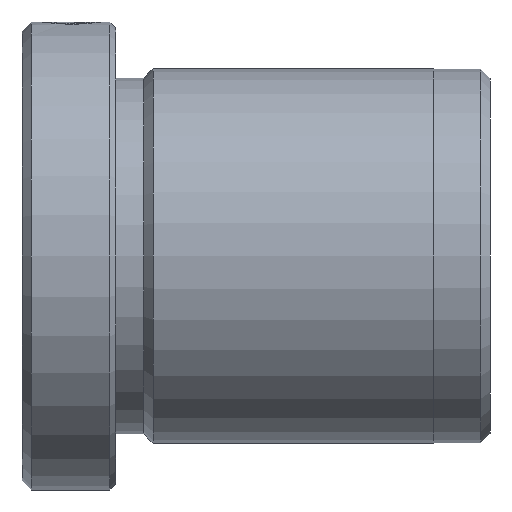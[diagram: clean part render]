
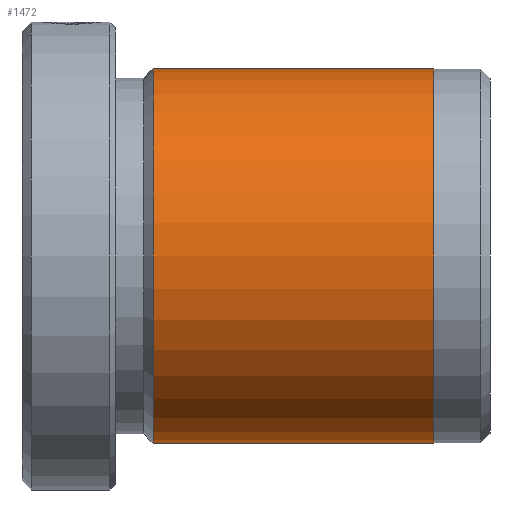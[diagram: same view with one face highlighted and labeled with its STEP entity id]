
A CAD part, left-side view. The second image highlights one B-rep face of the part: STEP entity #1472.
In plain terms, the highlighted cylindrical face has radius 10 mm (diameter 20 mm), a partial arc.
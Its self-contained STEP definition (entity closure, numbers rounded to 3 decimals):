
#80 = ORIENTED_EDGE ( 'NONE', *, *, #1398, .F. ) ;
#109 = VERTEX_POINT ( 'NONE', #850 ) ;
#128 = DIRECTION ( 'NONE',  ( 0., 1., 0. ) ) ;
#256 = CARTESIAN_POINT ( 'NONE',  ( 0., -22., 10. ) ) ;
#263 = CARTESIAN_POINT ( 'NONE',  ( 0., -22., -10. ) ) ;
#281 = DIRECTION ( 'NONE',  ( 0., 1., 0. ) ) ;
#290 = ORIENTED_EDGE ( 'NONE', *, *, #1567, .T. ) ;
#328 = AXIS2_PLACEMENT_3D ( 'NONE', #1231, #440, #1367 ) ;
#428 = LINE ( 'NONE', #692, #828 ) ;
#440 = DIRECTION ( 'NONE',  ( 0., 1., 0. ) ) ;
#537 = CIRCLE ( 'NONE', #1688, 10. ) ;
#570 = DIRECTION ( 'NONE',  ( 0., 0., 1. ) ) ;
#638 = VERTEX_POINT ( 'NONE', #1729 ) ;
#668 = CARTESIAN_POINT ( 'NONE',  ( 0., 0., 10. ) ) ;
#692 = CARTESIAN_POINT ( 'NONE',  ( 0., 0., -10. ) ) ;
#705 = FACE_OUTER_BOUND ( 'NONE', #1128, .T. ) ;
#828 = VECTOR ( 'NONE', #1497, 1000. ) ;
#850 = CARTESIAN_POINT ( 'NONE',  ( 0., -7., 10. ) ) ;
#872 = VECTOR ( 'NONE', #128, 1000. ) ;
#966 = DIRECTION ( 'NONE',  ( 0., 1., 0. ) ) ;
#993 = VERTEX_POINT ( 'NONE', #256 ) ;
#1072 = CARTESIAN_POINT ( 'NONE',  ( 0., -22., 0. ) ) ;
#1128 = EDGE_LOOP ( 'NONE', ( #80, #290, #1489, #1680 ) ) ;
#1191 = EDGE_CURVE ( 'NONE', #638, #109, #1717, .T. ) ;
#1207 = DIRECTION ( 'NONE',  ( 0., 0., 1. ) ) ;
#1215 = LINE ( 'NONE', #668, #872 ) ;
#1231 = CARTESIAN_POINT ( 'NONE',  ( 0., -7., 0. ) ) ;
#1301 = VERTEX_POINT ( 'NONE', #263 ) ;
#1302 = EDGE_CURVE ( 'NONE', #993, #109, #1215, .T. ) ;
#1367 = DIRECTION ( 'NONE',  ( 0., 0., 1. ) ) ;
#1398 = EDGE_CURVE ( 'NONE', #1301, #638, #428, .T. ) ;
#1406 = AXIS2_PLACEMENT_3D ( 'NONE', #1510, #966, #570 ) ;
#1472 = ADVANCED_FACE ( 'NONE', ( #705 ), #1697, .T. ) ;
#1489 = ORIENTED_EDGE ( 'NONE', *, *, #1302, .T. ) ;
#1497 = DIRECTION ( 'NONE',  ( 0., 1., 0. ) ) ;
#1510 = CARTESIAN_POINT ( 'NONE',  ( 0., 0., 0. ) ) ;
#1567 = EDGE_CURVE ( 'NONE', #1301, #993, #537, .T. ) ;
#1680 = ORIENTED_EDGE ( 'NONE', *, *, #1191, .F. ) ;
#1688 = AXIS2_PLACEMENT_3D ( 'NONE', #1072, #281, #1207 ) ;
#1697 = CYLINDRICAL_SURFACE ( 'NONE', #1406, 10. ) ;
#1717 = CIRCLE ( 'NONE', #328, 10. ) ;
#1729 = CARTESIAN_POINT ( 'NONE',  ( 0., -7., -10. ) ) ;
